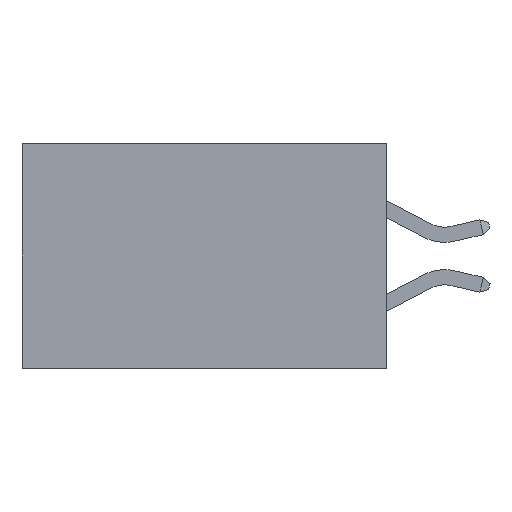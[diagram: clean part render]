
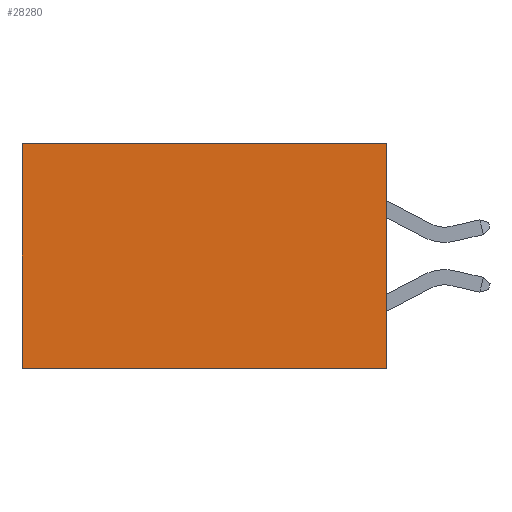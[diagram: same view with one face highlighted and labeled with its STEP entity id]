
A CAD part, left-side view. The second image highlights one B-rep face of the part: STEP entity #28280.
In plain terms, the highlighted planar face has unit normal (-1, 0, 0).
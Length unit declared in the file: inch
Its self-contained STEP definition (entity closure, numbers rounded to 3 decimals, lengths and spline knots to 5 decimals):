
#61 = CARTESIAN_POINT ( 'NONE',  ( 0.298, 0., -0.37 ) ) ;
#164 = EDGE_LOOP ( 'NONE', ( #27916, #18976, #3568, #8346 ) ) ;
#473 = CARTESIAN_POINT ( 'NONE',  ( 0.298, 0.6, -0.37 ) ) ;
#1025 = CARTESIAN_POINT ( 'NONE',  ( 0.298, 0.6, 0. ) ) ;
#2742 = EDGE_CURVE ( 'NONE', #15474, #5022, #25093, .T. ) ;
#2780 = DIRECTION ( 'NONE',  ( 0., 0., -1. ) ) ;
#3568 = ORIENTED_EDGE ( 'NONE', *, *, #2742, .F. ) ;
#4273 = CARTESIAN_POINT ( 'NONE',  ( 0.298, 0., 0. ) ) ;
#4647 = VECTOR ( 'NONE', #7260, 39.37008 ) ;
#4729 = LINE ( 'NONE', #29918, #22905 ) ;
#4807 = DIRECTION ( 'NONE',  ( 0., 1., 0. ) ) ;
#5022 = VERTEX_POINT ( 'NONE', #19872 ) ;
#5040 = DIRECTION ( 'NONE',  ( 1., 0., 0. ) ) ;
#5241 = PLANE ( 'NONE',  #23584 ) ;
#5450 = CARTESIAN_POINT ( 'NONE',  ( 0.298, 0., 0. ) ) ;
#7181 = VERTEX_POINT ( 'NONE', #1025 ) ;
#7260 = DIRECTION ( 'NONE',  ( 0., 1., 0. ) ) ;
#8133 = VECTOR ( 'NONE', #29348, 39.37008 ) ;
#8346 = ORIENTED_EDGE ( 'NONE', *, *, #9200, .T. ) ;
#9200 = EDGE_CURVE ( 'NONE', #15474, #7181, #25460, .T. ) ;
#10045 = CARTESIAN_POINT ( 'NONE',  ( 0.298, 0., 0. ) ) ;
#11303 = VERTEX_POINT ( 'NONE', #473 ) ;
#14687 = FACE_OUTER_BOUND ( 'NONE', #164, .T. ) ;
#15474 = VERTEX_POINT ( 'NONE', #24791 ) ;
#18426 = LINE ( 'NONE', #61, #4647 ) ;
#18976 = ORIENTED_EDGE ( 'NONE', *, *, #27026, .F. ) ;
#19210 = VECTOR ( 'NONE', #4807, 39.37008 ) ;
#19872 = CARTESIAN_POINT ( 'NONE',  ( 0.298, 0., -0.37 ) ) ;
#22559 = EDGE_CURVE ( 'NONE', #7181, #11303, #4729, .T. ) ;
#22905 = VECTOR ( 'NONE', #25263, 39.37008 ) ;
#23584 = AXIS2_PLACEMENT_3D ( 'NONE', #5450, #5040, #2780 ) ;
#24791 = CARTESIAN_POINT ( 'NONE',  ( 0.298, 0., 0. ) ) ;
#25093 = LINE ( 'NONE', #4273, #8133 ) ;
#25263 = DIRECTION ( 'NONE',  ( 0., 0., -1. ) ) ;
#25460 = LINE ( 'NONE', #10045, #19210 ) ;
#27026 = EDGE_CURVE ( 'NONE', #5022, #11303, #18426, .T. ) ;
#27916 = ORIENTED_EDGE ( 'NONE', *, *, #22559, .T. ) ;
#28280 = ADVANCED_FACE ( 'NONE', ( #14687 ), #5241, .F. ) ;
#29348 = DIRECTION ( 'NONE',  ( 0., 0., -1. ) ) ;
#29918 = CARTESIAN_POINT ( 'NONE',  ( 0.298, 0.6, 0. ) ) ;
